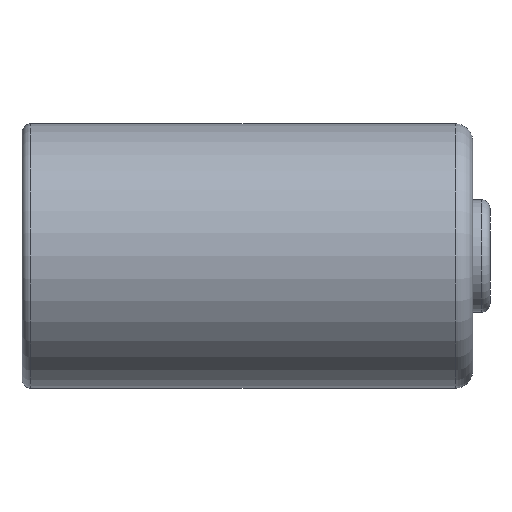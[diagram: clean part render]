
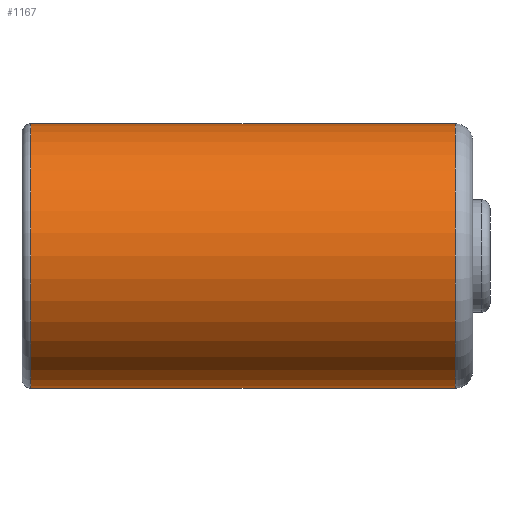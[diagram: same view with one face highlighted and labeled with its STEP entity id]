
A CAD part, left-side view. The second image highlights one B-rep face of the part: STEP entity #1167.
In plain terms, the highlighted cylindrical face has radius 7.625 mm (diameter 15.25 mm), a partial arc.
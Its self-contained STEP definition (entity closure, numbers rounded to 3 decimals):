
#75 = CARTESIAN_POINT ( 'NONE',  ( 0., -0.5, -7.625 ) ) ;
#100 = CARTESIAN_POINT ( 'NONE',  ( 0., -0.5, 7.625 ) ) ;
#112 = CARTESIAN_POINT ( 'NONE',  ( 0., -26., -7.625 ) ) ;
#143 = CIRCLE ( 'NONE', #1287, 7.625 ) ;
#195 = ORIENTED_EDGE ( 'NONE', *, *, #1753, .F. ) ;
#311 = DIRECTION ( 'NONE',  ( 0., 0., 1. ) ) ;
#337 = DIRECTION ( 'NONE',  ( 0., 1., 0. ) ) ;
#388 = EDGE_CURVE ( 'NONE', #1242, #2157, #143, .T. ) ;
#424 = VERTEX_POINT ( 'NONE', #954 ) ;
#480 = EDGE_CURVE ( 'NONE', #424, #2406, #1833, .T. ) ;
#539 = ORIENTED_EDGE ( 'NONE', *, *, #388, .T. ) ;
#544 = CARTESIAN_POINT ( 'NONE',  ( 0., -25., 0. ) ) ;
#591 = VECTOR ( 'NONE', #741, 1000. ) ;
#741 = DIRECTION ( 'NONE',  ( 0., 1., 0. ) ) ;
#743 = DIRECTION ( 'NONE',  ( 0., 1., 0. ) ) ;
#948 = CARTESIAN_POINT ( 'NONE',  ( 0., -26., 0. ) ) ;
#954 = CARTESIAN_POINT ( 'NONE',  ( 0., -25., -7.625 ) ) ;
#963 = CARTESIAN_POINT ( 'NONE',  ( 0., -26., 7.625 ) ) ;
#1165 = CARTESIAN_POINT ( 'NONE',  ( 0., -0.5, 0. ) ) ;
#1167 = ADVANCED_FACE ( 'NONE', ( #1587 ), #1891, .T. ) ;
#1238 = EDGE_CURVE ( 'NONE', #2406, #1242, #2680, .T. ) ;
#1242 = VERTEX_POINT ( 'NONE', #100 ) ;
#1287 = AXIS2_PLACEMENT_3D ( 'NONE', #1165, #1582, #311 ) ;
#1564 = ORIENTED_EDGE ( 'NONE', *, *, #480, .T. ) ;
#1582 = DIRECTION ( 'NONE',  ( 0., -1., 0. ) ) ;
#1587 = FACE_OUTER_BOUND ( 'NONE', #2374, .T. ) ;
#1753 = EDGE_CURVE ( 'NONE', #424, #2157, #2140, .T. ) ;
#1833 = CIRCLE ( 'NONE', #2753, 7.625 ) ;
#1891 = CYLINDRICAL_SURFACE ( 'NONE', #2295, 7.625 ) ;
#1910 = VECTOR ( 'NONE', #337, 1000. ) ;
#1968 = ORIENTED_EDGE ( 'NONE', *, *, #1238, .T. ) ;
#2004 = DIRECTION ( 'NONE',  ( 0., 0., 1. ) ) ;
#2041 = DIRECTION ( 'NONE',  ( 0., 0., 1. ) ) ;
#2140 = LINE ( 'NONE', #112, #1910 ) ;
#2157 = VERTEX_POINT ( 'NONE', #75 ) ;
#2295 = AXIS2_PLACEMENT_3D ( 'NONE', #948, #2421, #2004 ) ;
#2374 = EDGE_LOOP ( 'NONE', ( #195, #1564, #1968, #539 ) ) ;
#2406 = VERTEX_POINT ( 'NONE', #2551 ) ;
#2421 = DIRECTION ( 'NONE',  ( 0., 1., 0. ) ) ;
#2551 = CARTESIAN_POINT ( 'NONE',  ( 0., -25., 7.625 ) ) ;
#2680 = LINE ( 'NONE', #963, #591 ) ;
#2753 = AXIS2_PLACEMENT_3D ( 'NONE', #544, #743, #2041 ) ;
